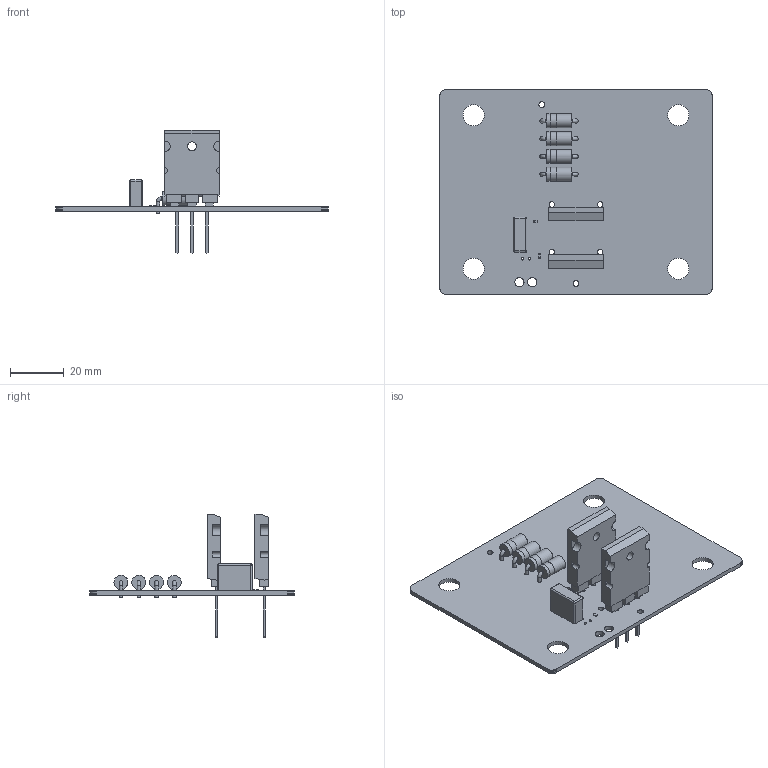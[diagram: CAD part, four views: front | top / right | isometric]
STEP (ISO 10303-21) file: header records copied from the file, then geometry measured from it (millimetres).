
FILE_DESCRIPTION(/* description */ (''),/* implementation_level */ '2;1');
FILE_NAME(/* name */ 'CoilFiringBoard_Hardware_.step',/* time_stamp */ '2024-04-02T23:13:32-05:00',/* author */ (''),/* organization */ (''),/* preprocessor_version */ 'ST-DEVELOPER v20',/* originating_system */ 'Autodesk Translation Framework v12.20.1.177',/* authorisation */ '');
FILE_SCHEMA (('AUTOMOTIVE_DESIGN { 1 0 10303 214 3 1 1 }'));
Length unit declared in the file: millimetre
Products named in the file (10): CoilFiringBoard_Hardware; C_Rect_L13.0mm_W5.0mm_P10.00mm_FKS3_FKP3_MKS4; SOLID (2); R_0603_1608Metric; SOLID (1); D_DO-201AD_P12.70mm_Horizontal; SOLID; TO-264-3_Vertical; SOLID (3); CoilFiringBoard_Hardware PCB
Assembly tree (14 placements, depth 3):
  CoilFiringBoard_Hardware
    C_Rect_L13.0mm_W5.0mm_P10.00mm_FKS3_FKP3_MKS4
      SOLID (2)
    D_DO-201AD_P12.70mm_Horizontal  x4
      SOLID
    R_0603_1608Metric  x2
      SOLID (1)
    TO-264-3_Vertical  x2
      SOLID (3)
    CoilFiringBoard_Hardware PCB
Bounding box: 101.6 x 76.2 x 46 mm (x, y, z)
Volume: 18379.6 mm3; surface area: 20998.3 mm2
Topology: 10 solids, 10 shells, 382 faces, 974 edges, 636 vertices
Faces by surface type: plane 270, cylinder 100, torus 8, sphere 4
Full cylindrical faces by diameter (mm): 0.7 x2, 0.9 x2, 1 x2, 1.3 x16, 1.5 x6, 1.6 x8, 2 x4, 2.2 x2, 3.3 x2, 3.45 x2, 5.2 x8, 5.22 x4, 7.2 x2, 7.938 x4
Entity records: 7688 total; most frequent: CARTESIAN_POINT 1261, DIRECTION 1250, ORIENTED_EDGE 1216, EDGE_CURVE 608, LINE 476, VECTOR 476, VERTEX_POINT 398, AXIS2_PLACEMENT_3D 387
